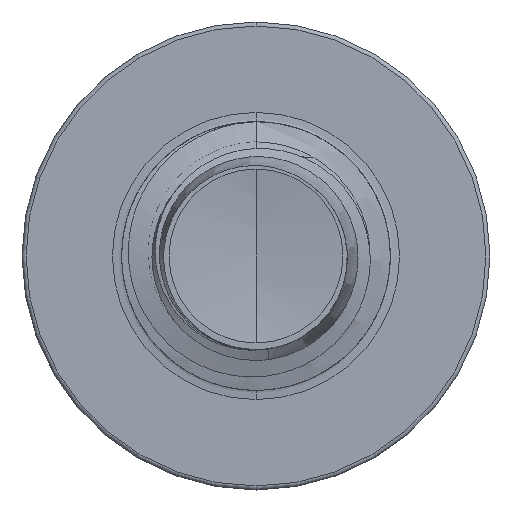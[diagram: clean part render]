
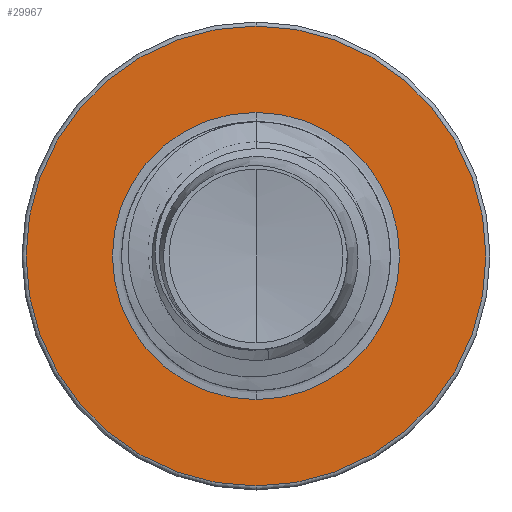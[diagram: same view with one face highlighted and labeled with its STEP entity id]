
A CAD part, front view. The second image highlights one B-rep face of the part: STEP entity #29967.
In plain terms, the highlighted planar face has unit normal (0, -1, 0).
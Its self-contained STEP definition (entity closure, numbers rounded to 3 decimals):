
#691 = CIRCLE ( 'NONE', #28766, 2.998 ) ;
#1191 = CIRCLE ( 'NONE', #37194, 1.872 ) ;
#1476 = VERTEX_POINT ( 'NONE', #35097 ) ;
#1519 = CARTESIAN_POINT ( 'NONE',  ( 0., 17.5, 0. ) ) ;
#2841 = CARTESIAN_POINT ( 'NONE',  ( 0., 17.5, -1.872 ) ) ;
#4097 = CARTESIAN_POINT ( 'NONE',  ( 0., 17.5, -2.997 ) ) ;
#5258 = DIRECTION ( 'NONE',  ( 0., 0., 1. ) ) ;
#6080 = ORIENTED_EDGE ( 'NONE', *, *, #26486, .T. ) ;
#10275 = CARTESIAN_POINT ( 'NONE',  ( 0., 17.5, -1.872 ) ) ;
#10623 = FACE_OUTER_BOUND ( 'NONE', #22607, .T. ) ;
#11487 = CARTESIAN_POINT ( 'NONE',  ( 0., 17.5, 0. ) ) ;
#12409 = EDGE_CURVE ( 'NONE', #33893, #20554, #30793, .T. ) ;
#13743 = DIRECTION ( 'NONE',  ( 0., 0., 1. ) ) ;
#14125 = ORIENTED_EDGE ( 'NONE', *, *, #35931, .T. ) ;
#14400 = CARTESIAN_POINT ( 'NONE',  ( 0., 17.5, 2.998 ) ) ;
#14883 = DIRECTION ( 'NONE',  ( 0., 0., 1. ) ) ;
#15661 = AXIS2_PLACEMENT_3D ( 'NONE', #1519, #25279, #5258 ) ;
#16203 = EDGE_CURVE ( 'NONE', #20554, #33893, #691, .T. ) ;
#20554 = VERTEX_POINT ( 'NONE', #14400 ) ;
#21930 = ORIENTED_EDGE ( 'NONE', *, *, #12409, .F. ) ;
#22607 = EDGE_LOOP ( 'NONE', ( #28701, #21930 ) ) ;
#25279 = DIRECTION ( 'NONE',  ( 0., 1., 0. ) ) ;
#26486 = EDGE_CURVE ( 'NONE', #32983, #1476, #34484, .T. ) ;
#27290 = AXIS2_PLACEMENT_3D ( 'NONE', #27994, #27987, #27947 ) ;
#27761 = FACE_BOUND ( 'NONE', #32992, .T. ) ;
#27947 = DIRECTION ( 'NONE',  ( 0., 0., 1. ) ) ;
#27987 = DIRECTION ( 'NONE',  ( 0., 1., 0. ) ) ;
#27994 = CARTESIAN_POINT ( 'NONE',  ( 0., 17.5, 0. ) ) ;
#28701 = ORIENTED_EDGE ( 'NONE', *, *, #16203, .F. ) ;
#28766 = AXIS2_PLACEMENT_3D ( 'NONE', #32095, #32075, #32067 ) ;
#29117 = PLANE ( 'NONE',  #31155 ) ;
#29967 = ADVANCED_FACE ( 'NONE', ( #10623, #27761 ), #29117, .F. ) ;
#30793 = CIRCLE ( 'NONE', #27290, 2.998 ) ;
#31155 = AXIS2_PLACEMENT_3D ( 'NONE', #10275, #31429, #13743 ) ;
#31429 = DIRECTION ( 'NONE',  ( 0., 1., 0. ) ) ;
#32067 = DIRECTION ( 'NONE',  ( 0., 0., 1. ) ) ;
#32075 = DIRECTION ( 'NONE',  ( 0., 1., 0. ) ) ;
#32095 = CARTESIAN_POINT ( 'NONE',  ( 0., 17.5, 0. ) ) ;
#32239 = DIRECTION ( 'NONE',  ( 0., 1., 0. ) ) ;
#32983 = VERTEX_POINT ( 'NONE', #2841 ) ;
#32992 = EDGE_LOOP ( 'NONE', ( #14125, #6080 ) ) ;
#33893 = VERTEX_POINT ( 'NONE', #4097 ) ;
#34484 = CIRCLE ( 'NONE', #15661, 1.872 ) ;
#35097 = CARTESIAN_POINT ( 'NONE',  ( 0., 17.5, 1.872 ) ) ;
#35931 = EDGE_CURVE ( 'NONE', #1476, #32983, #1191, .T. ) ;
#37194 = AXIS2_PLACEMENT_3D ( 'NONE', #11487, #32239, #14883 ) ;
